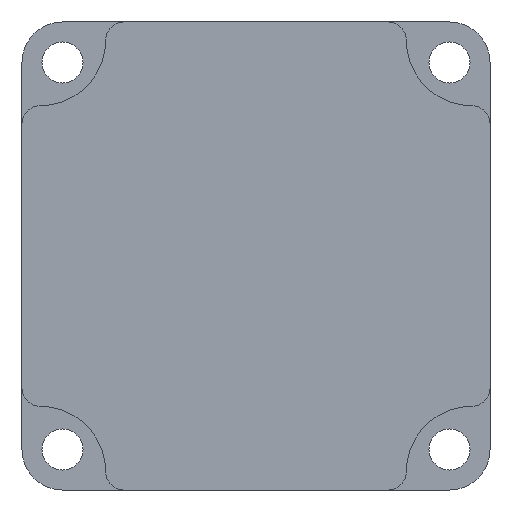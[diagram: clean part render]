
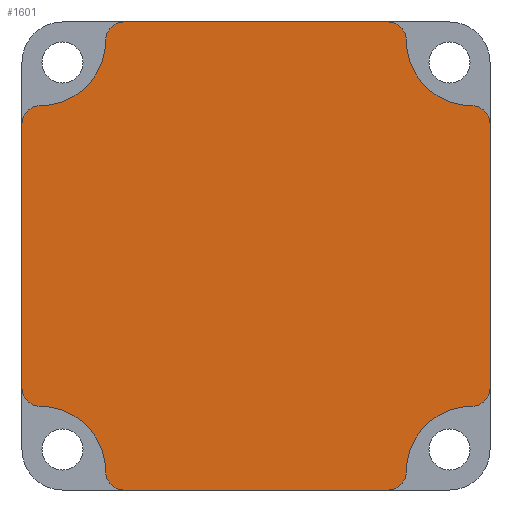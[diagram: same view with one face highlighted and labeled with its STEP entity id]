
A CAD part, front view. The second image highlights one B-rep face of the part: STEP entity #1601.
In plain terms, the highlighted planar face has unit normal (0, -1, 0).
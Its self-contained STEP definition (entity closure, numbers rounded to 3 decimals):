
#12 = AXIS2_PLACEMENT_3D ( 'NONE', #820, #994, #1547 ) ;
#16 = CARTESIAN_POINT ( 'NONE',  ( 2.2, -124., -10.2 ) ) ;
#44 = EDGE_CURVE ( 'NONE', #1563, #1456, #1292, .T. ) ;
#66 = DIRECTION ( 'NONE',  ( 0., 1., 0. ) ) ;
#68 = CARTESIAN_POINT ( 'NONE',  ( 10.2, -124., -2.2 ) ) ;
#117 = CARTESIAN_POINT ( 'NONE',  ( 44.6, -124., -54.8 ) ) ;
#142 = DIRECTION ( 'NONE',  ( 0., 0., -1. ) ) ;
#143 = CARTESIAN_POINT ( 'NONE',  ( 46.8, -124., -54.8 ) ) ;
#159 = CIRCLE ( 'NONE', #924, 2.2 ) ;
#162 = VERTEX_POINT ( 'NONE', #143 ) ;
#171 = CARTESIAN_POINT ( 'NONE',  ( 57., -124., -44.6 ) ) ;
#175 = AXIS2_PLACEMENT_3D ( 'NONE', #1574, #620, #2380 ) ;
#178 = VERTEX_POINT ( 'NONE', #1289 ) ;
#193 = DIRECTION ( 'NONE',  ( 0., 1., 0. ) ) ;
#197 = DIRECTION ( 'NONE',  ( 0., 1., 0. ) ) ;
#204 = DIRECTION ( 'NONE',  ( 0., -1., 0. ) ) ;
#205 = DIRECTION ( 'NONE',  ( 0., 0., 1. ) ) ;
#213 = AXIS2_PLACEMENT_3D ( 'NONE', #1351, #1155, #1735 ) ;
#251 = FACE_OUTER_BOUND ( 'NONE', #1956, .T. ) ;
#260 = ORIENTED_EDGE ( 'NONE', *, *, #997, .F. ) ;
#308 = EDGE_CURVE ( 'NONE', #1238, #1392, #1000, .T. ) ;
#317 = AXIS2_PLACEMENT_3D ( 'NONE', #1336, #2089, #1131 ) ;
#320 = VERTEX_POINT ( 'NONE', #1530 ) ;
#321 = EDGE_CURVE ( 'NONE', #2017, #1105, #2392, .T. ) ;
#366 = DIRECTION ( 'NONE',  ( 0., -1., 0. ) ) ;
#381 = LINE ( 'NONE', #1284, #1730 ) ;
#415 = AXIS2_PLACEMENT_3D ( 'NONE', #2188, #66, #832 ) ;
#430 = ORIENTED_EDGE ( 'NONE', *, *, #763, .F. ) ;
#433 = DIRECTION ( 'NONE',  ( 0., 0., -1. ) ) ;
#436 = CARTESIAN_POINT ( 'NONE',  ( 10.2, -124., -54.8 ) ) ;
#440 = DIRECTION ( 'NONE',  ( 0., 0., 1. ) ) ;
#444 = CARTESIAN_POINT ( 'NONE',  ( 54.8, -124., -10.2 ) ) ;
#461 = CIRCLE ( 'NONE', #213, 2.2 ) ;
#509 = DIRECTION ( 'NONE',  ( 0., 1., 0. ) ) ;
#516 = CARTESIAN_POINT ( 'NONE',  ( 12.4, -124., 0. ) ) ;
#520 = ORIENTED_EDGE ( 'NONE', *, *, #1616, .F. ) ;
#530 = DIRECTION ( 'NONE',  ( 0., 0., 1. ) ) ;
#576 = AXIS2_PLACEMENT_3D ( 'NONE', #1355, #197, #440 ) ;
#586 = CARTESIAN_POINT ( 'NONE',  ( 0., -124., -57. ) ) ;
#592 = ORIENTED_EDGE ( 'NONE', *, *, #2287, .F. ) ;
#600 = CIRCLE ( 'NONE', #845, 8. ) ;
#615 = CARTESIAN_POINT ( 'NONE',  ( 54.8, -124., -44.6 ) ) ;
#618 = DIRECTION ( 'NONE',  ( 0., 0., -1. ) ) ;
#620 = DIRECTION ( 'NONE',  ( 0., -1., 0. ) ) ;
#628 = ORIENTED_EDGE ( 'NONE', *, *, #1086, .F. ) ;
#657 = CARTESIAN_POINT ( 'NONE',  ( 0., -124., 0. ) ) ;
#658 = CIRCLE ( 'NONE', #12, 8. ) ;
#698 = AXIS2_PLACEMENT_3D ( 'NONE', #1026, #864, #1965 ) ;
#707 = CARTESIAN_POINT ( 'NONE',  ( 54.8, -124., -54.8 ) ) ;
#726 = CARTESIAN_POINT ( 'NONE',  ( 57., -124., -12.4 ) ) ;
#729 = DIRECTION ( 'NONE',  ( 0., 0., 1. ) ) ;
#752 = EDGE_CURVE ( 'NONE', #2443, #781, #658, .T. ) ;
#763 = EDGE_CURVE ( 'NONE', #781, #1277, #2072, .T. ) ;
#766 = VERTEX_POINT ( 'NONE', #2326 ) ;
#774 = AXIS2_PLACEMENT_3D ( 'NONE', #615, #2365, #1344 ) ;
#781 = VERTEX_POINT ( 'NONE', #68 ) ;
#820 = CARTESIAN_POINT ( 'NONE',  ( 2.2, -124., -2.2 ) ) ;
#832 = DIRECTION ( 'NONE',  ( 0., 0., -1. ) ) ;
#844 = ORIENTED_EDGE ( 'NONE', *, *, #44, .F. ) ;
#845 = AXIS2_PLACEMENT_3D ( 'NONE', #707, #366, #729 ) ;
#848 = EDGE_CURVE ( 'NONE', #766, #2443, #978, .T. ) ;
#849 = DIRECTION ( 'NONE',  ( 1., 0., 0. ) ) ;
#864 = DIRECTION ( 'NONE',  ( 0., 1., 0. ) ) ;
#914 = EDGE_CURVE ( 'NONE', #1763, #178, #2278, .T. ) ;
#924 = AXIS2_PLACEMENT_3D ( 'NONE', #117, #509, #142 ) ;
#938 = AXIS2_PLACEMENT_3D ( 'NONE', #2350, #1558, #618 ) ;
#976 = ORIENTED_EDGE ( 'NONE', *, *, #848, .F. ) ;
#978 = CIRCLE ( 'NONE', #576, 2.2 ) ;
#994 = DIRECTION ( 'NONE',  ( 0., -1., 0. ) ) ;
#997 = EDGE_CURVE ( 'NONE', #1247, #2258, #2036, .T. ) ;
#998 = ORIENTED_EDGE ( 'NONE', *, *, #2348, .F. ) ;
#1000 = LINE ( 'NONE', #586, #2232 ) ;
#1026 = CARTESIAN_POINT ( 'NONE',  ( 12.4, -124., -54.8 ) ) ;
#1040 = ORIENTED_EDGE ( 'NONE', *, *, #914, .F. ) ;
#1086 = EDGE_CURVE ( 'NONE', #2258, #320, #461, .T. ) ;
#1105 = VERTEX_POINT ( 'NONE', #1952 ) ;
#1131 = DIRECTION ( 'NONE',  ( 0., 0., -1. ) ) ;
#1155 = DIRECTION ( 'NONE',  ( 0., 1., 0. ) ) ;
#1238 = VERTEX_POINT ( 'NONE', #1393 ) ;
#1247 = VERTEX_POINT ( 'NONE', #436 ) ;
#1252 = EDGE_CURVE ( 'NONE', #1392, #1247, #2204, .T. ) ;
#1277 = VERTEX_POINT ( 'NONE', #516 ) ;
#1284 = CARTESIAN_POINT ( 'NONE',  ( 0., -124., 0. ) ) ;
#1285 = ORIENTED_EDGE ( 'NONE', *, *, #321, .F. ) ;
#1289 = CARTESIAN_POINT ( 'NONE',  ( 54.8, -124., -46.8 ) ) ;
#1292 = CIRCLE ( 'NONE', #415, 2.2 ) ;
#1336 = CARTESIAN_POINT ( 'NONE',  ( 54.8, -124., -2.2 ) ) ;
#1344 = DIRECTION ( 'NONE',  ( 0., 0., 1. ) ) ;
#1351 = CARTESIAN_POINT ( 'NONE',  ( 2.2, -124., -44.6 ) ) ;
#1352 = DIRECTION ( 'NONE',  ( -1., 0., 0. ) ) ;
#1355 = CARTESIAN_POINT ( 'NONE',  ( 2.2, -124., -12.4 ) ) ;
#1364 = DIRECTION ( 'NONE',  ( 0., 0., 1. ) ) ;
#1367 = CARTESIAN_POINT ( 'NONE',  ( 44.6, -124., 0. ) ) ;
#1392 = VERTEX_POINT ( 'NONE', #2255 ) ;
#1393 = CARTESIAN_POINT ( 'NONE',  ( 44.6, -124., -57. ) ) ;
#1456 = VERTEX_POINT ( 'NONE', #726 ) ;
#1459 = AXIS2_PLACEMENT_3D ( 'NONE', #1938, #193, #205 ) ;
#1530 = CARTESIAN_POINT ( 'NONE',  ( 0., -124., -44.6 ) ) ;
#1547 = DIRECTION ( 'NONE',  ( 0., 0., 1. ) ) ;
#1553 = CARTESIAN_POINT ( 'NONE',  ( 2.2, -124., -54.8 ) ) ;
#1558 = DIRECTION ( 'NONE',  ( 0., 1., 0. ) ) ;
#1559 = PLANE ( 'NONE',  #175 ) ;
#1563 = VERTEX_POINT ( 'NONE', #444 ) ;
#1574 = CARTESIAN_POINT ( 'NONE',  ( 0., -124., 0. ) ) ;
#1601 = ADVANCED_FACE ( 'NONE', ( #251 ), #1559, .T. ) ;
#1603 = LINE ( 'NONE', #657, #2120 ) ;
#1616 = EDGE_CURVE ( 'NONE', #1456, #1763, #1972, .T. ) ;
#1648 = CIRCLE ( 'NONE', #317, 8. ) ;
#1660 = EDGE_CURVE ( 'NONE', #1277, #2017, #1603, .T. ) ;
#1669 = VECTOR ( 'NONE', #433, 1000. ) ;
#1730 = VECTOR ( 'NONE', #530, 1000. ) ;
#1732 = ORIENTED_EDGE ( 'NONE', *, *, #2253, .F. ) ;
#1735 = DIRECTION ( 'NONE',  ( 0., 0., -1. ) ) ;
#1763 = VERTEX_POINT ( 'NONE', #171 ) ;
#1877 = ORIENTED_EDGE ( 'NONE', *, *, #752, .F. ) ;
#1922 = CARTESIAN_POINT ( 'NONE',  ( 2.2, -124., -46.8 ) ) ;
#1926 = EDGE_CURVE ( 'NONE', #162, #1238, #159, .T. ) ;
#1938 = CARTESIAN_POINT ( 'NONE',  ( 44.6, -124., -2.2 ) ) ;
#1940 = ORIENTED_EDGE ( 'NONE', *, *, #1252, .F. ) ;
#1952 = CARTESIAN_POINT ( 'NONE',  ( 46.8, -124., -2.2 ) ) ;
#1956 = EDGE_LOOP ( 'NONE', ( #1940, #2387, #2183, #998, #1040, #520, #844, #1732, #1285, #2199, #430, #1877, #976, #592, #628, #260 ) ) ;
#1965 = DIRECTION ( 'NONE',  ( 0., 0., 1. ) ) ;
#1972 = LINE ( 'NONE', #2389, #1669 ) ;
#2017 = VERTEX_POINT ( 'NONE', #1367 ) ;
#2036 = CIRCLE ( 'NONE', #2357, 8. ) ;
#2072 = CIRCLE ( 'NONE', #938, 2.2 ) ;
#2089 = DIRECTION ( 'NONE',  ( 0., -1., 0. ) ) ;
#2120 = VECTOR ( 'NONE', #849, 1000. ) ;
#2183 = ORIENTED_EDGE ( 'NONE', *, *, #1926, .F. ) ;
#2188 = CARTESIAN_POINT ( 'NONE',  ( 54.8, -124., -12.4 ) ) ;
#2199 = ORIENTED_EDGE ( 'NONE', *, *, #1660, .F. ) ;
#2204 = CIRCLE ( 'NONE', #698, 2.2 ) ;
#2232 = VECTOR ( 'NONE', #1352, 1000. ) ;
#2253 = EDGE_CURVE ( 'NONE', #1105, #1563, #1648, .T. ) ;
#2255 = CARTESIAN_POINT ( 'NONE',  ( 12.4, -124., -57. ) ) ;
#2258 = VERTEX_POINT ( 'NONE', #1922 ) ;
#2278 = CIRCLE ( 'NONE', #774, 2.2 ) ;
#2287 = EDGE_CURVE ( 'NONE', #320, #766, #381, .T. ) ;
#2326 = CARTESIAN_POINT ( 'NONE',  ( 0., -124., -12.4 ) ) ;
#2348 = EDGE_CURVE ( 'NONE', #178, #162, #600, .T. ) ;
#2350 = CARTESIAN_POINT ( 'NONE',  ( 12.4, -124., -2.2 ) ) ;
#2357 = AXIS2_PLACEMENT_3D ( 'NONE', #1553, #204, #1364 ) ;
#2365 = DIRECTION ( 'NONE',  ( 0., 1., 0. ) ) ;
#2380 = DIRECTION ( 'NONE',  ( 0., 0., -1. ) ) ;
#2387 = ORIENTED_EDGE ( 'NONE', *, *, #308, .F. ) ;
#2389 = CARTESIAN_POINT ( 'NONE',  ( 57., -124., 0. ) ) ;
#2392 = CIRCLE ( 'NONE', #1459, 2.2 ) ;
#2443 = VERTEX_POINT ( 'NONE', #16 ) ;
